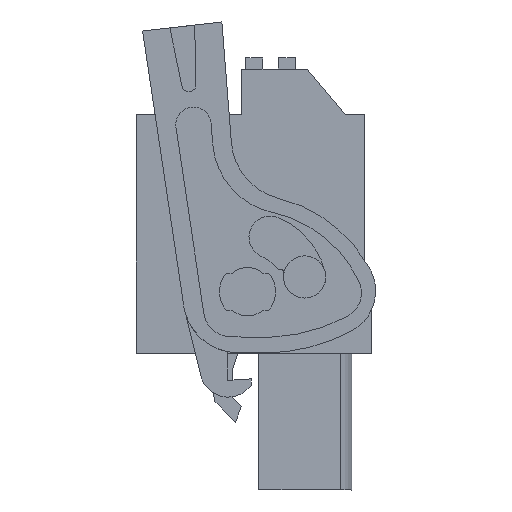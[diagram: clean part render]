
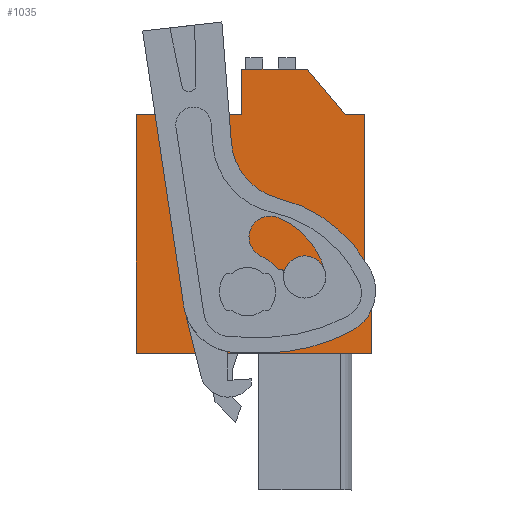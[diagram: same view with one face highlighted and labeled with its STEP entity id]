
A CAD part, left-side view. The second image highlights one B-rep face of the part: STEP entity #1035.
In plain terms, the highlighted planar face has unit normal (-1, 0, 0).
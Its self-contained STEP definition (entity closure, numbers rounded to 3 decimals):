
#931=AXIS2_PLACEMENT_3D('Plane Axis2P3D',#928,#929,#930) ;
#1001=AXIS2_PLACEMENT_3D('Circle Axis2P3D',#999,#1000,$) ;
#1010=AXIS2_PLACEMENT_3D('Circle Axis2P3D',#1008,#1009,$) ;
#1019=AXIS2_PLACEMENT_3D('Circle Axis2P3D',#1017,#1018,$) ;
#1028=AXIS2_PLACEMENT_3D('Circle Axis2P3D',#1026,#1027,$) ;
#40=CARTESIAN_POINT('Vertex',(4.752,0.263,13.383)) ;
#45=CARTESIAN_POINT('Line Origine',(4.752,0.263,11.066)) ;
#49=CARTESIAN_POINT('Vertex',(4.752,0.263,8.75)) ;
#313=CARTESIAN_POINT('Line Origine',(4.752,7.788,8.75)) ;
#317=CARTESIAN_POINT('Vertex',(4.752,15.313,8.75)) ;
#928=CARTESIAN_POINT('Axis2P3D Location',(4.752,0.263,0.)) ;
#933=CARTESIAN_POINT('Line Origine',(4.752,0.488,13.608)) ;
#937=CARTESIAN_POINT('Vertex',(4.752,0.713,13.833)) ;
#940=CARTESIAN_POINT('Line Origine',(4.752,0.713,18.936)) ;
#944=CARTESIAN_POINT('Vertex',(4.752,0.713,24.04)) ;
#947=CARTESIAN_POINT('Line Origine',(4.752,1.327,24.04)) ;
#951=CARTESIAN_POINT('Vertex',(4.752,1.942,24.04)) ;
#954=CARTESIAN_POINT('Line Origine',(4.752,3.159,25.49)) ;
#958=CARTESIAN_POINT('Vertex',(4.752,4.375,26.94)) ;
#961=CARTESIAN_POINT('Line Origine',(4.752,6.469,26.94)) ;
#965=CARTESIAN_POINT('Vertex',(4.752,8.563,26.94)) ;
#968=CARTESIAN_POINT('Line Origine',(4.752,8.563,25.49)) ;
#972=CARTESIAN_POINT('Vertex',(4.752,8.563,24.04)) ;
#975=CARTESIAN_POINT('Line Origine',(4.752,11.938,24.04)) ;
#979=CARTESIAN_POINT('Vertex',(4.752,15.313,24.04)) ;
#982=CARTESIAN_POINT('Line Origine',(4.752,15.313,16.395)) ;
#999=CARTESIAN_POINT('Axis2P3D Location',(4.752,8.204,12.691)) ;
#1003=CARTESIAN_POINT('Vertex',(4.752,8.204,11.141)) ;
#1005=CARTESIAN_POINT('Vertex',(4.752,8.204,14.241)) ;
#1008=CARTESIAN_POINT('Axis2P3D Location',(4.752,8.204,12.691)) ;
#1017=CARTESIAN_POINT('Axis2P3D Location',(4.752,4.544,13.641)) ;
#1021=CARTESIAN_POINT('Vertex',(4.752,4.544,14.991)) ;
#1023=CARTESIAN_POINT('Vertex',(4.752,4.544,12.291)) ;
#1026=CARTESIAN_POINT('Axis2P3D Location',(4.752,4.544,13.641)) ;
#46=DIRECTION('Vector Direction',(0.,0.,-1.)) ;
#314=DIRECTION('Vector Direction',(0.,1.,0.)) ;
#929=DIRECTION('Axis2P3D Direction',(-1.,0.,0.)) ;
#930=DIRECTION('Axis2P3D XDirection',(0.,0.,1.)) ;
#934=DIRECTION('Vector Direction',(0.,-0.707,-0.707)) ;
#941=DIRECTION('Vector Direction',(0.,0.,1.)) ;
#948=DIRECTION('Vector Direction',(0.,1.,0.)) ;
#955=DIRECTION('Vector Direction',(0.,-0.643,-0.766)) ;
#962=DIRECTION('Vector Direction',(0.,-1.,0.)) ;
#969=DIRECTION('Vector Direction',(0.,0.,1.)) ;
#976=DIRECTION('Vector Direction',(0.,-1.,0.)) ;
#983=DIRECTION('Vector Direction',(0.,0.,-1.)) ;
#1000=DIRECTION('Axis2P3D Direction',(-1.,0.,0.)) ;
#1009=DIRECTION('Axis2P3D Direction',(-1.,0.,0.)) ;
#1018=DIRECTION('Axis2P3D Direction',(-1.,0.,0.)) ;
#1027=DIRECTION('Axis2P3D Direction',(-1.,0.,0.)) ;
#47=VECTOR('Line Direction',#46,1.) ;
#315=VECTOR('Line Direction',#314,1.) ;
#935=VECTOR('Line Direction',#934,1.) ;
#942=VECTOR('Line Direction',#941,1.) ;
#949=VECTOR('Line Direction',#948,1.) ;
#956=VECTOR('Line Direction',#955,1.) ;
#963=VECTOR('Line Direction',#962,1.) ;
#970=VECTOR('Line Direction',#969,1.) ;
#977=VECTOR('Line Direction',#976,1.) ;
#984=VECTOR('Line Direction',#983,1.) ;
#988=ORIENTED_EDGE('',*,*,#319,.T.) ;
#989=ORIENTED_EDGE('',*,*,#51,.T.) ;
#990=ORIENTED_EDGE('',*,*,#939,.T.) ;
#991=ORIENTED_EDGE('',*,*,#946,.T.) ;
#992=ORIENTED_EDGE('',*,*,#953,.T.) ;
#993=ORIENTED_EDGE('',*,*,#960,.T.) ;
#994=ORIENTED_EDGE('',*,*,#967,.T.) ;
#995=ORIENTED_EDGE('',*,*,#974,.T.) ;
#996=ORIENTED_EDGE('',*,*,#981,.T.) ;
#997=ORIENTED_EDGE('',*,*,#986,.T.) ;
#1014=ORIENTED_EDGE('',*,*,#1007,.F.) ;
#1015=ORIENTED_EDGE('',*,*,#1012,.F.) ;
#1032=ORIENTED_EDGE('',*,*,#1025,.F.) ;
#1033=ORIENTED_EDGE('',*,*,#1030,.F.) ;
#1016=FACE_BOUND('',#1013,.T.) ;
#1034=FACE_BOUND('',#1031,.T.) ;
#1035=ADVANCED_FACE('HOUSING',(#998,#1016,#1034),#932,.T.) ;
#1002=CIRCLE('generated circle',#1001,1.55) ;
#1011=CIRCLE('generated circle',#1010,1.55) ;
#1020=CIRCLE('generated circle',#1019,1.35) ;
#1029=CIRCLE('generated circle',#1028,1.35) ;
#51=EDGE_CURVE('',#50,#41,#48,.F.) ;
#319=EDGE_CURVE('',#318,#50,#316,.F.) ;
#939=EDGE_CURVE('',#41,#938,#936,.F.) ;
#946=EDGE_CURVE('',#938,#945,#943,.T.) ;
#953=EDGE_CURVE('',#945,#952,#950,.T.) ;
#960=EDGE_CURVE('',#952,#959,#957,.F.) ;
#967=EDGE_CURVE('',#959,#966,#964,.F.) ;
#974=EDGE_CURVE('',#966,#973,#971,.F.) ;
#981=EDGE_CURVE('',#973,#980,#978,.F.) ;
#986=EDGE_CURVE('',#980,#318,#985,.T.) ;
#1007=EDGE_CURVE('',#1004,#1006,#1002,.T.) ;
#1012=EDGE_CURVE('',#1006,#1004,#1011,.T.) ;
#1025=EDGE_CURVE('',#1022,#1024,#1020,.T.) ;
#1030=EDGE_CURVE('',#1024,#1022,#1029,.T.) ;
#987=EDGE_LOOP('',(#988,#989,#990,#991,#992,#993,#994,#995,#996,#997)) ;
#1013=EDGE_LOOP('',(#1014,#1015)) ;
#1031=EDGE_LOOP('',(#1032,#1033)) ;
#998=FACE_OUTER_BOUND('',#987,.T.) ;
#48=LINE('Line',#45,#47) ;
#316=LINE('Line',#313,#315) ;
#936=LINE('Line',#933,#935) ;
#943=LINE('Line',#940,#942) ;
#950=LINE('Line',#947,#949) ;
#957=LINE('Line',#954,#956) ;
#964=LINE('Line',#961,#963) ;
#971=LINE('Line',#968,#970) ;
#978=LINE('Line',#975,#977) ;
#985=LINE('Line',#982,#984) ;
#932=PLANE('',#931) ;
#41=VERTEX_POINT('',#40) ;
#50=VERTEX_POINT('',#49) ;
#318=VERTEX_POINT('',#317) ;
#938=VERTEX_POINT('',#937) ;
#945=VERTEX_POINT('',#944) ;
#952=VERTEX_POINT('',#951) ;
#959=VERTEX_POINT('',#958) ;
#966=VERTEX_POINT('',#965) ;
#973=VERTEX_POINT('',#972) ;
#980=VERTEX_POINT('',#979) ;
#1004=VERTEX_POINT('',#1003) ;
#1006=VERTEX_POINT('',#1005) ;
#1022=VERTEX_POINT('',#1021) ;
#1024=VERTEX_POINT('',#1023) ;
